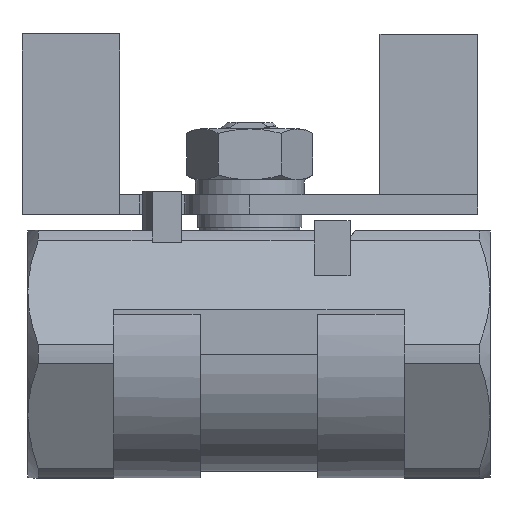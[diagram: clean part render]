
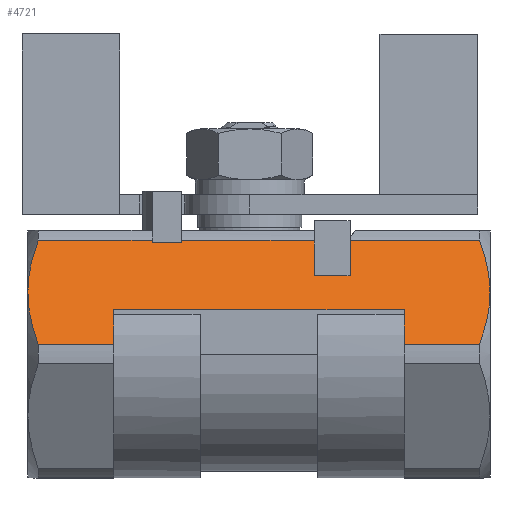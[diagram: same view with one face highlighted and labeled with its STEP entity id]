
A CAD part, top view. The second image highlights one B-rep face of the part: STEP entity #4721.
In plain terms, the highlighted planar face has unit normal (0, 0.5, 0.866).
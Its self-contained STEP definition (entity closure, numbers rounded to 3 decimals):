
#338=B_SPLINE_CURVE_WITH_KNOTS('',3,(#14935,#14936,#14937,#14938),
 .UNSPECIFIED.,.F.,.F.,(4,4),(0.,0.009),
 .UNSPECIFIED.);
#339=B_SPLINE_CURVE_WITH_KNOTS('',3,(#14943,#14944,#14945,#14946),
 .UNSPECIFIED.,.F.,.F.,(4,4),(0.,0.009),.UNSPECIFIED.);
#349=B_SPLINE_CURVE_WITH_KNOTS('',3,(#14994,#14995,#14996,#14997),
 .UNSPECIFIED.,.F.,.F.,(4,4),(0.,0.009),.UNSPECIFIED.);
#353=B_SPLINE_CURVE_WITH_KNOTS('',3,(#15043,#15044,#15045,#15046),
 .UNSPECIFIED.,.F.,.F.,(4,4),(0.,0.009),
 .UNSPECIFIED.);
#1107=ORIENTED_EDGE('',*,*,#2375,.T.);
#1108=ORIENTED_EDGE('',*,*,#2372,.T.);
#1109=ORIENTED_EDGE('',*,*,#2534,.F.);
#1110=ORIENTED_EDGE('',*,*,#2396,.T.);
#1111=ORIENTED_EDGE('',*,*,#2403,.T.);
#1112=ORIENTED_EDGE('',*,*,#2400,.T.);
#1113=ORIENTED_EDGE('',*,*,#2529,.F.);
#1114=ORIENTED_EDGE('',*,*,#2508,.T.);
#1115=ORIENTED_EDGE('',*,*,#2510,.T.);
#1116=ORIENTED_EDGE('',*,*,#2540,.F.);
#1117=ORIENTED_EDGE('',*,*,#2489,.T.);
#1118=ORIENTED_EDGE('',*,*,#2449,.F.);
#1119=ORIENTED_EDGE('',*,*,#2475,.F.);
#1120=ORIENTED_EDGE('',*,*,#2541,.F.);
#1121=ORIENTED_EDGE('',*,*,#2542,.T.);
#1122=ORIENTED_EDGE('',*,*,#2522,.T.);
#1123=ORIENTED_EDGE('',*,*,#2530,.F.);
#1124=ORIENTED_EDGE('',*,*,#2368,.T.);
#2368=EDGE_CURVE('',#3136,#3137,#3562,.T.);
#2372=EDGE_CURVE('',#3139,#3140,#3565,.T.);
#2375=EDGE_CURVE('',#3137,#3139,#3567,.T.);
#2396=EDGE_CURVE('',#3159,#3158,#3580,.T.);
#2400=EDGE_CURVE('',#3163,#3162,#3582,.T.);
#2403=EDGE_CURVE('',#3158,#3163,#3585,.T.);
#2449=EDGE_CURVE('',#3200,#3201,#3613,.T.);
#2475=EDGE_CURVE('',#3224,#3200,#3624,.T.);
#2489=EDGE_CURVE('',#3228,#3201,#3632,.T.);
#2508=EDGE_CURVE('',#3235,#3210,#338,.T.);
#2510=EDGE_CURVE('',#3210,#3236,#339,.T.);
#2522=EDGE_CURVE('',#3216,#3240,#349,.T.);
#2529=EDGE_CURVE('',#3235,#3162,#3642,.T.);
#2530=EDGE_CURVE('',#3136,#3240,#3643,.T.);
#2534=EDGE_CURVE('',#3159,#3140,#3646,.T.);
#2540=EDGE_CURVE('',#3228,#3236,#3651,.T.);
#2541=EDGE_CURVE('',#3246,#3224,#3652,.T.);
#2542=EDGE_CURVE('',#3246,#3216,#353,.T.);
#3136=VERTEX_POINT('',#14630);
#3137=VERTEX_POINT('',#14631);
#3139=VERTEX_POINT('',#14638);
#3140=VERTEX_POINT('',#14639);
#3158=VERTEX_POINT('',#14692);
#3159=VERTEX_POINT('',#14694);
#3162=VERTEX_POINT('',#14701);
#3163=VERTEX_POINT('',#14703);
#3200=VERTEX_POINT('',#14805);
#3201=VERTEX_POINT('',#14806);
#3210=VERTEX_POINT('',#14828);
#3216=VERTEX_POINT('',#14841);
#3224=VERTEX_POINT('',#14858);
#3228=VERTEX_POINT('',#14878);
#3235=VERTEX_POINT('',#14930);
#3236=VERTEX_POINT('',#14941);
#3240=VERTEX_POINT('',#14992);
#3246=VERTEX_POINT('',#15042);
#3562=LINE('',#14629,#3816);
#3565=LINE('',#14637,#3819);
#3567=LINE('',#14643,#3821);
#3580=LINE('',#14693,#3834);
#3582=LINE('',#14702,#3836);
#3585=LINE('',#14707,#3839);
#3613=LINE('',#14804,#3867);
#3624=LINE('',#14859,#3878);
#3632=LINE('',#14882,#3886);
#3642=LINE('',#15021,#3896);
#3643=LINE('',#15023,#3897);
#3646=LINE('',#15029,#3900);
#3651=LINE('',#15040,#3905);
#3652=LINE('',#15041,#3906);
#3816=VECTOR('',#5241,1000.);
#3819=VECTOR('',#5248,1000.);
#3821=VECTOR('',#5254,1000.);
#3834=VECTOR('',#5289,1000.);
#3836=VECTOR('',#5297,1000.);
#3839=VECTOR('',#5302,1000.);
#3867=VECTOR('',#5396,1000.);
#3878=VECTOR('',#5445,1000.);
#3886=VECTOR('',#5473,1000.);
#3896=VECTOR('',#5539,1000.);
#3897=VECTOR('',#5542,1000.);
#3900=VECTOR('',#5549,1000.);
#3905=VECTOR('',#5562,1000.);
#3906=VECTOR('',#5563,1000.);
#4123=EDGE_LOOP('',(#1107,#1108,#1109,#1110,#1111,#1112,#1113,#1114,#1115,
#1116,#1117,#1118,#1119,#1120,#1121,#1122,#1123,#1124));
#4374=FACE_BOUND('',#4123,.T.);
#4591=PLANE('',#5015);
#4721=ADVANCED_FACE('',(#4374),#4591,.F.);
#5015=AXIS2_PLACEMENT_3D('',#15039,#5560,#5561);
#5241=DIRECTION('',(0.,-0.866,0.5));
#5248=DIRECTION('',(0.,0.866,-0.5));
#5254=DIRECTION('',(-1.,0.,0.));
#5289=DIRECTION('',(0.,-0.866,0.5));
#5297=DIRECTION('',(0.,0.866,-0.5));
#5302=DIRECTION('',(-1.,0.,0.));
#5396=DIRECTION('',(-1.,0.,0.));
#5445=DIRECTION('',(0.,0.866,-0.5));
#5473=DIRECTION('',(0.,0.866,-0.5));
#5539=DIRECTION('',(1.,0.,0.));
#5542=DIRECTION('',(1.,0.,0.));
#5549=DIRECTION('',(1.,0.,0.));
#5560=DIRECTION('',(0.,-0.5,-0.866));
#5561=DIRECTION('',(0.,-0.866,0.5));
#5562=DIRECTION('',(-1.,0.,0.));
#5563=DIRECTION('',(-1.,0.,0.));
#14629=CARTESIAN_POINT('',(15.4,0.,21.939));
#14630=CARTESIAN_POINT('',(15.4,17.526,11.82));
#14631=CARTESIAN_POINT('',(15.4,12.072,14.97));
#14637=CARTESIAN_POINT('',(9.9,0.,21.939));
#14638=CARTESIAN_POINT('',(9.9,12.072,14.97));
#14639=CARTESIAN_POINT('',(9.9,17.526,11.82));
#14643=CARTESIAN_POINT('',(-34.1,12.072,14.97));
#14692=CARTESIAN_POINT('',(-10.5,17.215,12.));
#14693=CARTESIAN_POINT('',(-10.5,0.,21.939));
#14694=CARTESIAN_POINT('',(-10.5,17.526,11.82));
#14701=CARTESIAN_POINT('',(-15.005,17.526,11.82));
#14702=CARTESIAN_POINT('',(-15.005,0.,21.939));
#14703=CARTESIAN_POINT('',(-15.005,17.215,12.));
#14707=CARTESIAN_POINT('',(-34.1,17.215,12.));
#14804=CARTESIAN_POINT('',(-34.1,6.823,18.));
#14805=CARTESIAN_POINT('',(23.7,6.823,18.));
#14806=CARTESIAN_POINT('',(-20.9,6.823,18.));
#14828=CARTESIAN_POINT('',(-34.1,9.5,16.454));
#14841=CARTESIAN_POINT('',(36.9,9.5,16.454));
#14858=CARTESIAN_POINT('',(23.7,1.474,21.089));
#14859=CARTESIAN_POINT('',(23.7,0.,21.939));
#14878=CARTESIAN_POINT('',(-20.9,1.474,21.089));
#14882=CARTESIAN_POINT('',(-20.9,0.,21.939));
#14930=CARTESIAN_POINT('',(-32.495,17.526,11.82));
#14935=CARTESIAN_POINT('',(-32.495,17.526,11.82));
#14936=CARTESIAN_POINT('',(-33.485,14.919,13.326));
#14937=CARTESIAN_POINT('',(-34.1,12.256,14.863));
#14938=CARTESIAN_POINT('',(-34.1,9.5,16.454));
#14941=CARTESIAN_POINT('',(-32.495,1.474,21.089));
#14943=CARTESIAN_POINT('',(-34.1,9.5,16.454));
#14944=CARTESIAN_POINT('',(-34.1,6.744,18.046));
#14945=CARTESIAN_POINT('',(-33.485,4.081,19.583));
#14946=CARTESIAN_POINT('',(-32.495,1.474,21.089));
#14992=CARTESIAN_POINT('',(35.295,17.526,11.82));
#14994=CARTESIAN_POINT('',(36.9,9.5,16.454));
#14995=CARTESIAN_POINT('',(36.9,12.256,14.863));
#14996=CARTESIAN_POINT('',(36.285,14.919,13.326));
#14997=CARTESIAN_POINT('',(35.295,17.526,11.82));
#15021=CARTESIAN_POINT('',(65.9,17.526,11.82));
#15023=CARTESIAN_POINT('',(65.9,17.526,11.82));
#15029=CARTESIAN_POINT('',(65.9,17.526,11.82));
#15039=CARTESIAN_POINT('',(-34.1,0.,21.939));
#15040=CARTESIAN_POINT('',(65.9,1.474,21.089));
#15041=CARTESIAN_POINT('',(65.9,1.474,21.089));
#15042=CARTESIAN_POINT('',(35.295,1.474,21.089));
#15043=CARTESIAN_POINT('',(35.295,1.474,21.089));
#15044=CARTESIAN_POINT('',(36.285,4.081,19.583));
#15045=CARTESIAN_POINT('',(36.9,6.744,18.046));
#15046=CARTESIAN_POINT('',(36.9,9.5,16.454));
